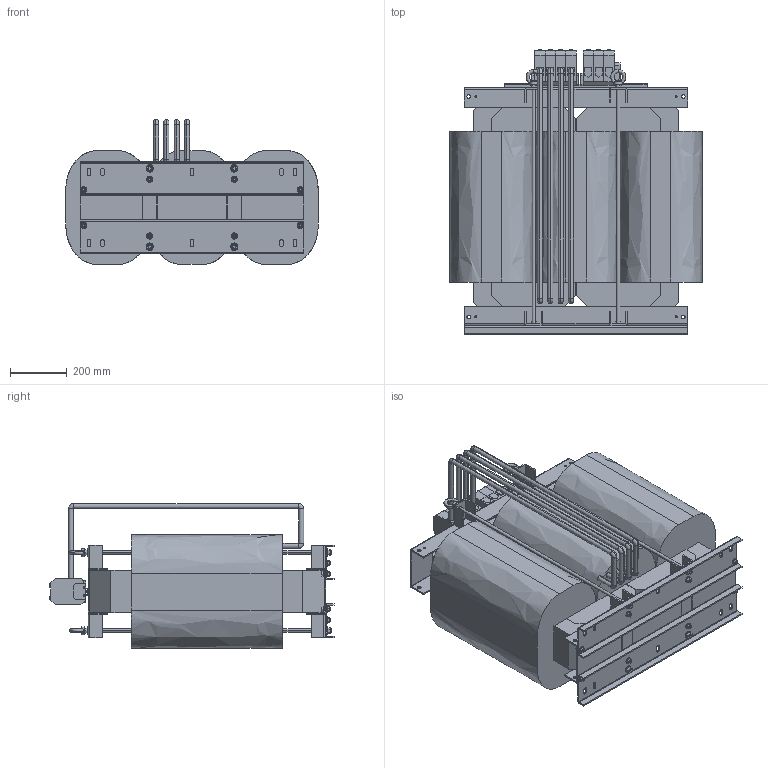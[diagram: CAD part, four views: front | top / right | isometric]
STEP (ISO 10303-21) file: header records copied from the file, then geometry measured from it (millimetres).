
FILE_DESCRIPTION (( 'STEP AP214' ), '1' );
FILE_NAME ('209187.STEP', '2023-03-28T11:13:51', ( '' ), ( '' ), 'SwSTEP 2.0', 'SolidWorks 2018', '' );
FILE_SCHEMA (( 'AUTOMOTIVE_DESIGN' ));
Length unit declared in the file: millimetre
Products named in the file (1): 209187
Bounding box: 887 x 999 x 509.5 mm (x, y, z)
Volume: 205052558.9 mm3; surface area: 4584039.6 mm2
Topology: 1 solids, 1 shells, 1436 faces, 3774 edges, 2373 vertices
Faces by surface type: plane 978, cylinder 310, cone 64, torus 56, bspline 28
Entity records: 47688 total; most frequent: CARTESIAN_POINT 11998, ORIENTED_EDGE 7548, DIRECTION 7151, EDGE_CURVE 3774, VECTOR 2773, LINE 2773, VERTEX_POINT 2373, AXIS2_PLACEMENT_3D 2189
